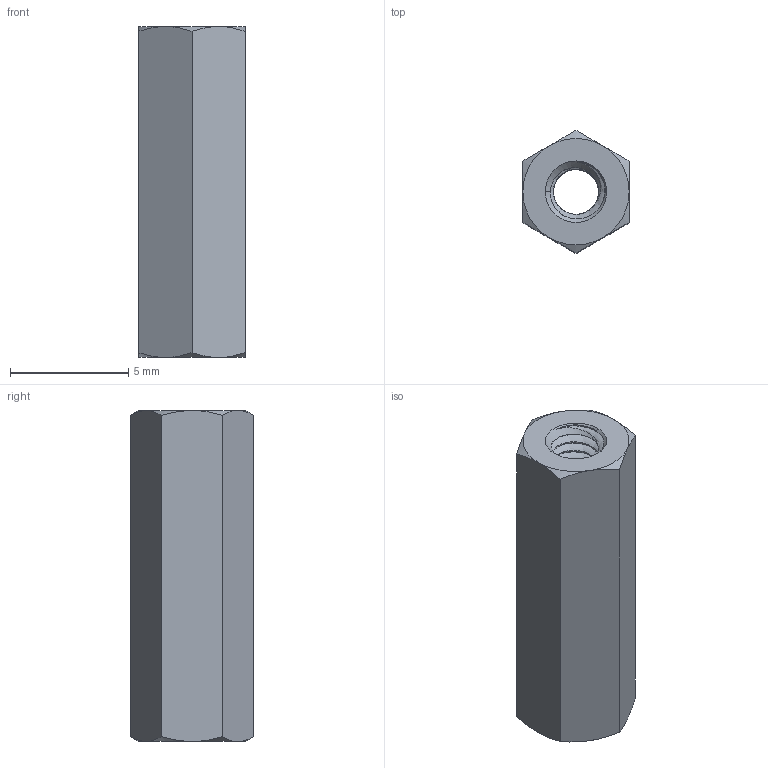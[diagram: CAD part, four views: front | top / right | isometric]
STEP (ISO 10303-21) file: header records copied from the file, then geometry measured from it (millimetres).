
FILE_DESCRIPTION (( 'STEP AP203' ), '1' );
FILE_NAME ('95947A009.step', '2011-08-10T18:57:27', ( 'jim' ), ( '' ), 'SwSTEP 2.0', 'SolidWorks 2009', '' );
FILE_SCHEMA (( 'CONFIG_CONTROL_DESIGN' ));
Length unit declared in the file: millimetre
Products named in the file (1): 95947A009
Bounding box: 4.5 x 5.2 x 14 mm (x, y, z)
Volume: 190.8 mm3; surface area: 410.5 mm2
Topology: 1 solids, 1 shells, 92 faces, 258 edges, 168 vertices
Faces by surface type: cylinder 63, cone 18, plane 8, bspline 3
Entity records: 11126 total; most frequent: CARTESIAN_POINT 9132, ORIENTED_EDGE 516, DIRECTION 290, EDGE_CURVE 258, VERTEX_POINT 168, AXIS2_PLACEMENT_3D 108, EDGE_LOOP 94, FACE_OUTER_BOUND 92
